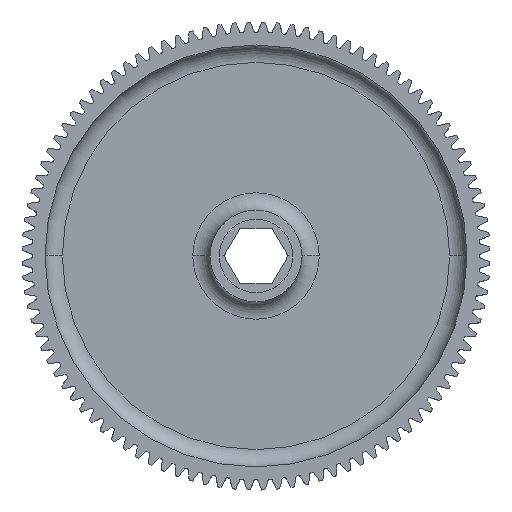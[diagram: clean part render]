
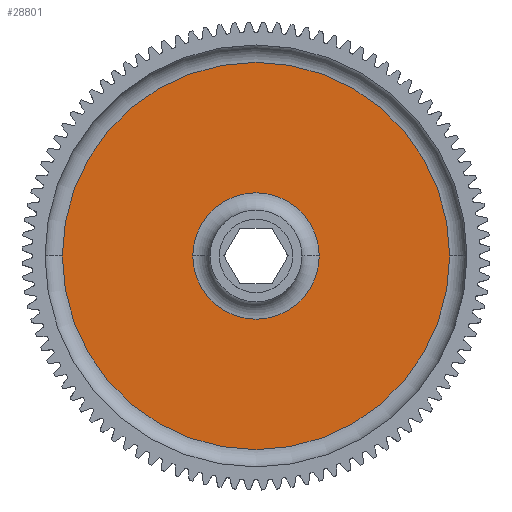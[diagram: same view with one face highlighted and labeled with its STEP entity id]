
A CAD part, top view. The second image highlights one B-rep face of the part: STEP entity #28801.
In plain terms, the highlighted planar face has unit normal (0, 0, 1).
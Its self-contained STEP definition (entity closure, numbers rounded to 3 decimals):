
#2602 = CIRCLE ( 'NONE', #23853, 33.5 ) ;
#3125 = EDGE_CURVE ( 'NONE', #15906, #31408, #15017, .T. ) ;
#3160 = CARTESIAN_POINT ( 'NONE',  ( 10.938, 0., 1.256 ) ) ;
#4274 = AXIS2_PLACEMENT_3D ( 'NONE', #20344, #23323, #5863 ) ;
#5863 = DIRECTION ( 'NONE',  ( 1., 0., 0. ) ) ;
#7409 = VERTEX_POINT ( 'NONE', #3160 ) ;
#7719 = FACE_BOUND ( 'NONE', #18994, .T. ) ;
#7722 = ORIENTED_EDGE ( 'NONE', *, *, #3125, .T. ) ;
#7997 = AXIS2_PLACEMENT_3D ( 'NONE', #9737, #15255, #12306 ) ;
#8958 = DIRECTION ( 'NONE',  ( 1., 0., 0. ) ) ;
#9550 = AXIS2_PLACEMENT_3D ( 'NONE', #30850, #33693, #36400 ) ;
#9702 = CARTESIAN_POINT ( 'NONE',  ( 0., 0., 1.256 ) ) ;
#9737 = CARTESIAN_POINT ( 'NONE',  ( 0., 0., 1.256 ) ) ;
#11879 = FACE_OUTER_BOUND ( 'NONE', #18902, .T. ) ;
#12183 = VERTEX_POINT ( 'NONE', #27846 ) ;
#12191 = CARTESIAN_POINT ( 'NONE',  ( 0., 0., 1.256 ) ) ;
#12306 = DIRECTION ( 'NONE',  ( 1., 0., 0. ) ) ;
#12583 = ORIENTED_EDGE ( 'NONE', *, *, #15344, .T. ) ;
#12757 = EDGE_CURVE ( 'NONE', #12183, #7409, #19467, .T. ) ;
#15017 = CIRCLE ( 'NONE', #7997, 33.5 ) ;
#15255 = DIRECTION ( 'NONE',  ( 0., 0., 1. ) ) ;
#15344 = EDGE_CURVE ( 'NONE', #7409, #12183, #33306, .T. ) ;
#15612 = DIRECTION ( 'NONE',  ( 1., 0., 0. ) ) ;
#15714 = ORIENTED_EDGE ( 'NONE', *, *, #12757, .T. ) ;
#15906 = VERTEX_POINT ( 'NONE', #24650 ) ;
#17668 = CARTESIAN_POINT ( 'NONE',  ( -33.5, 0., 1.256 ) ) ;
#18902 = EDGE_LOOP ( 'NONE', ( #7722, #24414 ) ) ;
#18994 = EDGE_LOOP ( 'NONE', ( #12583, #15714 ) ) ;
#19467 = CIRCLE ( 'NONE', #9550, 10.938 ) ;
#20344 = CARTESIAN_POINT ( 'NONE',  ( 0., 0., 1.256 ) ) ;
#22557 = PLANE ( 'NONE',  #4274 ) ;
#23323 = DIRECTION ( 'NONE',  ( 0., 0., 1. ) ) ;
#23853 = AXIS2_PLACEMENT_3D ( 'NONE', #12191, #35576, #8958 ) ;
#24414 = ORIENTED_EDGE ( 'NONE', *, *, #33528, .T. ) ;
#24650 = CARTESIAN_POINT ( 'NONE',  ( 33.5, 0., 1.256 ) ) ;
#27249 = AXIS2_PLACEMENT_3D ( 'NONE', #9702, #36680, #15612 ) ;
#27846 = CARTESIAN_POINT ( 'NONE',  ( -10.938, 0., 1.256 ) ) ;
#28801 = ADVANCED_FACE ( 'NONE', ( #11879, #7719 ), #22557, .T. ) ;
#30850 = CARTESIAN_POINT ( 'NONE',  ( 0., 0., 1.256 ) ) ;
#31408 = VERTEX_POINT ( 'NONE', #17668 ) ;
#33306 = CIRCLE ( 'NONE', #27249, 10.938 ) ;
#33528 = EDGE_CURVE ( 'NONE', #31408, #15906, #2602, .T. ) ;
#33693 = DIRECTION ( 'NONE',  ( 0., 0., -1. ) ) ;
#35576 = DIRECTION ( 'NONE',  ( 0., 0., 1. ) ) ;
#36400 = DIRECTION ( 'NONE',  ( 1., 0., 0. ) ) ;
#36680 = DIRECTION ( 'NONE',  ( 0., 0., -1. ) ) ;
